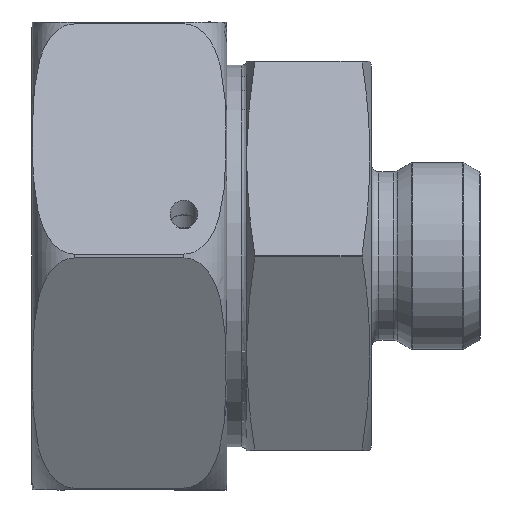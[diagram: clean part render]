
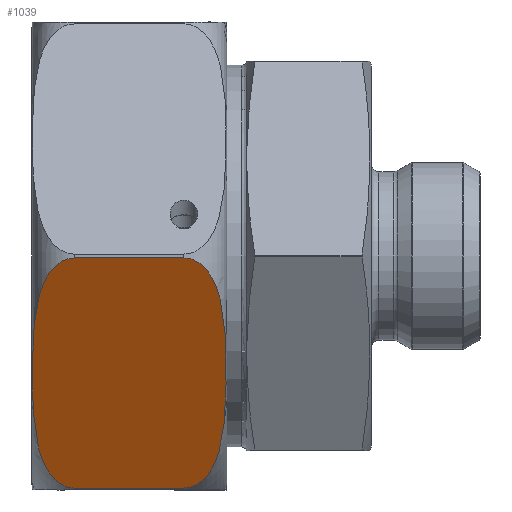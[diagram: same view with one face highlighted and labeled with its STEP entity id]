
A CAD part, front view. The second image highlights one B-rep face of the part: STEP entity #1039.
In plain terms, the highlighted face is planar.
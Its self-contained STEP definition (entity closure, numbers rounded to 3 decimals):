
#803=PLANE('',#5115);
#1039=ADVANCED_FACE('',(#1280),#803,.F.);
#1280=FACE_OUTER_BOUND('',#1593,.T.);
#1593=EDGE_LOOP('',(#2601,#2602,#2603,#2604));
#1991=B_SPLINE_CURVE_WITH_KNOTS('',3,(#7601,#7602,#7603,#7604,#7605,#7606,
#7607,#7608,#7609,#7610,#7611,#7612,#7613,#7614,#7615,#7616,#7617,#7618),
 .UNSPECIFIED.,.F.,.F.,(4,2,2,2,2,2,2,2,4),(0.,0.063,0.125,0.25,0.5,0.75,
0.875,0.938,1.),.UNSPECIFIED.);
#1997=B_SPLINE_CURVE_WITH_KNOTS('',3,(#7764,#7765,#7766,#7767,#7768,#7769,
#7770,#7771,#7772,#7773,#7774,#7775,#7776,#7777,#7778,#7779,#7780,#7781),
 .UNSPECIFIED.,.F.,.F.,(4,2,2,2,2,2,2,2,4),(0.,0.063,0.125,0.25,0.5,0.75,
0.875,0.938,1.),.UNSPECIFIED.);
#2601=ORIENTED_EDGE('',*,*,#4192,.T.);
#2602=ORIENTED_EDGE('',*,*,#4177,.T.);
#2603=ORIENTED_EDGE('',*,*,#4189,.T.);
#2604=ORIENTED_EDGE('',*,*,#4207,.T.);
#3718=VERTEX_POINT('',#7619);
#3719=VERTEX_POINT('',#7620);
#3730=VERTEX_POINT('',#7729);
#3732=VERTEX_POINT('',#7735);
#4177=EDGE_CURVE('',#3718,#3719,#1991,.T.);
#4189=EDGE_CURVE('',#3719,#3730,#4588,.T.);
#4192=EDGE_CURVE('',#3732,#3718,#4590,.T.);
#4207=EDGE_CURVE('',#3730,#3732,#1997,.T.);
#4588=LINE('',#7728,#4782);
#4590=LINE('',#7734,#4784);
#4782=VECTOR('',#5500,1.);
#4784=VECTOR('',#5506,1.);
#5115=AXIS2_PLACEMENT_3D('',#7922,#5584,#5585);
#5500=DIRECTION('',(1.,0.,0.));
#5506=DIRECTION('',(-1.,0.,0.));
#5584=DIRECTION('',(0.,1.,0.));
#5585=DIRECTION('',(0.,0.,1.));
#7601=CARTESIAN_POINT('',(5.5,-30.,17.037));
#7602=CARTESIAN_POINT('',(4.694,-30.,17.037));
#7603=CARTESIAN_POINT('',(3.916,-30.,16.65));
#7604=CARTESIAN_POINT('',(2.718,-30.,15.555));
#7605=CARTESIAN_POINT('',(2.27,-30.,14.87));
#7606=CARTESIAN_POINT('',(1.195,-30.,12.699));
#7607=CARTESIAN_POINT('',(0.832,-30.,11.117));
#7608=CARTESIAN_POINT('',(0.106,-30.,6.363));
#7609=CARTESIAN_POINT('',(0.091,-30.,3.149));
#7610=CARTESIAN_POINT('',(0.092,-30.,-3.229));
#7611=CARTESIAN_POINT('',(0.109,-30.,-6.417));
#7612=CARTESIAN_POINT('',(0.839,-30.,-11.15));
#7613=CARTESIAN_POINT('',(1.206,-30.,-12.733));
#7614=CARTESIAN_POINT('',(2.285,-30.,-14.894));
#7615=CARTESIAN_POINT('',(2.736,-30.,-15.575));
#7616=CARTESIAN_POINT('',(3.923,-30.,-16.653));
#7617=CARTESIAN_POINT('',(4.7,-30.,-17.037));
#7618=CARTESIAN_POINT('',(5.5,-30.,-17.037));
#7619=CARTESIAN_POINT('',(5.5,-30.,17.037));
#7620=CARTESIAN_POINT('',(5.5,-30.,-17.037));
#7728=CARTESIAN_POINT('',(0.,-30.,-17.037));
#7729=CARTESIAN_POINT('',(19.5,-30.,-17.037));
#7734=CARTESIAN_POINT('',(0.,-30.,17.037));
#7735=CARTESIAN_POINT('',(19.5,-30.,17.037));
#7764=CARTESIAN_POINT('',(19.5,-30.,-17.037));
#7765=CARTESIAN_POINT('',(20.306,-30.,-17.037));
#7766=CARTESIAN_POINT('',(21.084,-30.,-16.65));
#7767=CARTESIAN_POINT('',(22.282,-30.,-15.555));
#7768=CARTESIAN_POINT('',(22.73,-30.,-14.87));
#7769=CARTESIAN_POINT('',(23.805,-30.,-12.699));
#7770=CARTESIAN_POINT('',(24.168,-30.,-11.117));
#7771=CARTESIAN_POINT('',(24.894,-30.,-6.363));
#7772=CARTESIAN_POINT('',(24.909,-30.,-3.149));
#7773=CARTESIAN_POINT('',(24.908,-30.,3.229));
#7774=CARTESIAN_POINT('',(24.891,-30.,6.417));
#7775=CARTESIAN_POINT('',(24.161,-30.,11.15));
#7776=CARTESIAN_POINT('',(23.794,-30.,12.733));
#7777=CARTESIAN_POINT('',(22.715,-30.,14.894));
#7778=CARTESIAN_POINT('',(22.264,-30.,15.575));
#7779=CARTESIAN_POINT('',(21.077,-30.,16.653));
#7780=CARTESIAN_POINT('',(20.3,-30.,17.037));
#7781=CARTESIAN_POINT('',(19.5,-30.,17.037));
#7922=CARTESIAN_POINT('',(25.,-30.,17.321));
